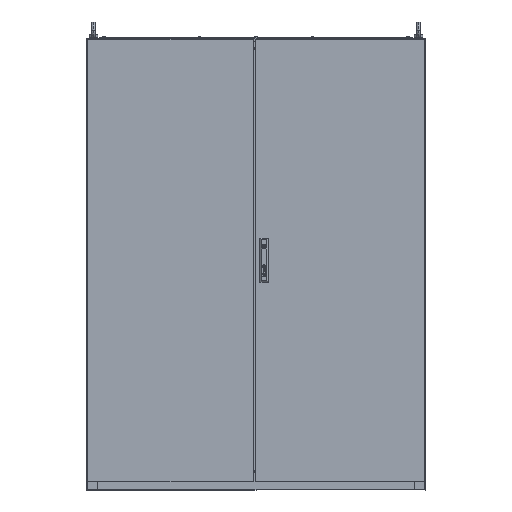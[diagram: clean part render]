
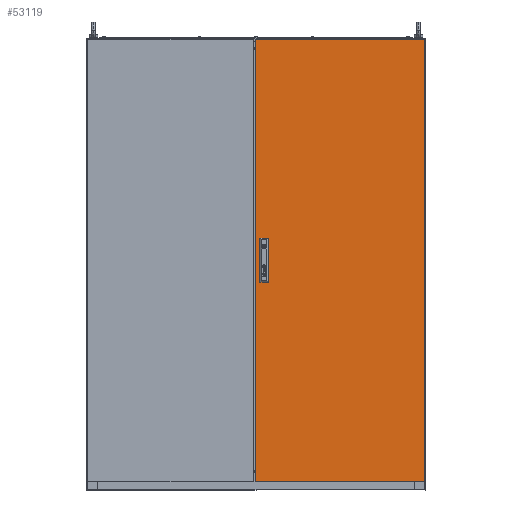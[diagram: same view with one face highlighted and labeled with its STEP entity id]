
A CAD part, top view. The second image highlights one B-rep face of the part: STEP entity #53119.
In plain terms, the highlighted planar face has unit normal (0, 0, 1).
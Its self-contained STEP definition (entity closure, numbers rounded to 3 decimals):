
#6522 = EDGE_CURVE ( 'NONE', #122099, #157015, #81415, .T. ) ;
#9305 = CARTESIAN_POINT ( 'NONE',  ( -3., 797., 0. ) ) ;
#12969 = CARTESIAN_POINT ( 'NONE',  ( -3., 797., 0. ) ) ;
#14182 = ORIENTED_EDGE ( 'NONE', *, *, #175478, .F. ) ;
#16376 = LINE ( 'NONE', #185232, #56984 ) ;
#18309 = DIRECTION ( 'NONE',  ( 0., 1., 0. ) ) ;
#19392 = CARTESIAN_POINT ( 'NONE',  ( 16.5, -61.5, 0. ) ) ;
#23779 = LINE ( 'NONE', #65997, #27576 ) ;
#23784 = VECTOR ( 'NONE', #18309, 1000. ) ;
#25426 = VERTEX_POINT ( 'NONE', #91559 ) ;
#25978 = DIRECTION ( 'NONE',  ( -1., 0., 0. ) ) ;
#27576 = VECTOR ( 'NONE', #50953, 1000. ) ;
#29712 = CARTESIAN_POINT ( 'NONE',  ( 41.5, 88.5, 0. ) ) ;
#36677 = DIRECTION ( 'NONE',  ( 0., -1., 0. ) ) ;
#38811 = CARTESIAN_POINT ( 'NONE',  ( 41.5, -61.5, 0. ) ) ;
#39210 = LINE ( 'NONE', #156950, #45316 ) ;
#41208 = ORIENTED_EDGE ( 'NONE', *, *, #127648, .F. ) ;
#43192 = ORIENTED_EDGE ( 'NONE', *, *, #110042, .F. ) ;
#43227 = EDGE_LOOP ( 'NONE', ( #54306, #14182, #170043, #146976 ) ) ;
#44086 = CARTESIAN_POINT ( 'NONE',  ( 0., 0., 0. ) ) ;
#44945 = DIRECTION ( 'NONE',  ( 1., 0., 0. ) ) ;
#45316 = VECTOR ( 'NONE', #173982, 1000. ) ;
#45449 = VERTEX_POINT ( 'NONE', #152788 ) ;
#45903 = ORIENTED_EDGE ( 'NONE', *, *, #108631, .T. ) ;
#50953 = DIRECTION ( 'NONE',  ( 0., 1., 0. ) ) ;
#53119 = ADVANCED_FACE ( 'NONE', ( #152658, #76247, #59165 ), #181849, .T. ) ;
#54188 = CARTESIAN_POINT ( 'NONE',  ( 597., 797., 0. ) ) ;
#54306 = ORIENTED_EDGE ( 'NONE', *, *, #6522, .F. ) ;
#56984 = VECTOR ( 'NONE', #78608, 1000. ) ;
#58375 = LINE ( 'NONE', #102640, #177114 ) ;
#59165 = FACE_OUTER_BOUND ( 'NONE', #106563, .T. ) ;
#63132 = CARTESIAN_POINT ( 'NONE',  ( 597., -770., 0. ) ) ;
#65997 = CARTESIAN_POINT ( 'NONE',  ( 597., 797., 0. ) ) ;
#69062 = ORIENTED_EDGE ( 'NONE', *, *, #116432, .T. ) ;
#70441 = DIRECTION ( 'NONE',  ( 0., -1., 0. ) ) ;
#72504 = CARTESIAN_POINT ( 'NONE',  ( 41.5, -11.5, 0. ) ) ;
#73416 = CARTESIAN_POINT ( 'NONE',  ( 41.5, 88.5, 0. ) ) ;
#73482 = DIRECTION ( 'NONE',  ( -1., 0., 0. ) ) ;
#73842 = CARTESIAN_POINT ( 'NONE',  ( 41.5, 38.5, 0. ) ) ;
#74510 = LINE ( 'NONE', #72504, #114820 ) ;
#75744 = CARTESIAN_POINT ( 'NONE',  ( 16.5, 88.5, 0. ) ) ;
#76247 = FACE_BOUND ( 'NONE', #88169, .T. ) ;
#78608 = DIRECTION ( 'NONE',  ( 1., 0., 0. ) ) ;
#81415 = LINE ( 'NONE', #96478, #106885 ) ;
#88169 = EDGE_LOOP ( 'NONE', ( #41208, #43192, #143113, #109410 ) ) ;
#88462 = VECTOR ( 'NONE', #44945, 1000. ) ;
#90227 = AXIS2_PLACEMENT_3D ( 'NONE', #44086, #105417, #136560 ) ;
#91528 = VECTOR ( 'NONE', #36677, 1000. ) ;
#91559 = CARTESIAN_POINT ( 'NONE',  ( 41.5, 38.5, 0. ) ) ;
#91892 = EDGE_CURVE ( 'NONE', #190874, #170300, #167410, .T. ) ;
#96478 = CARTESIAN_POINT ( 'NONE',  ( 16.5, 38.5, 0. ) ) ;
#102640 = CARTESIAN_POINT ( 'NONE',  ( -3., 797., 0. ) ) ;
#103580 = VERTEX_POINT ( 'NONE', #9305 ) ;
#104617 = DIRECTION ( 'NONE',  ( -1., 0., 0. ) ) ;
#105417 = DIRECTION ( 'NONE',  ( 0., 0., 1. ) ) ;
#106563 = EDGE_LOOP ( 'NONE', ( #69062, #45903, #177887, #168118 ) ) ;
#106885 = VECTOR ( 'NONE', #157829, 1000. ) ;
#107183 = EDGE_CURVE ( 'NONE', #157015, #25426, #198802, .T. ) ;
#108631 = EDGE_CURVE ( 'NONE', #45449, #110380, #16376, .T. ) ;
#109410 = ORIENTED_EDGE ( 'NONE', *, *, #91892, .F. ) ;
#109947 = VECTOR ( 'NONE', #104617, 1000. ) ;
#110042 = EDGE_CURVE ( 'NONE', #131964, #161681, #74510, .T. ) ;
#110380 = VERTEX_POINT ( 'NONE', #63132 ) ;
#114552 = EDGE_CURVE ( 'NONE', #25426, #166092, #195585, .T. ) ;
#114820 = VECTOR ( 'NONE', #73482, 1000. ) ;
#116432 = EDGE_CURVE ( 'NONE', #103580, #45449, #58375, .T. ) ;
#117846 = VERTEX_POINT ( 'NONE', #54188 ) ;
#122099 = VERTEX_POINT ( 'NONE', #75744 ) ;
#125266 = VECTOR ( 'NONE', #195622, 1000. ) ;
#127648 = EDGE_CURVE ( 'NONE', #161681, #190874, #159352, .T. ) ;
#129167 = CARTESIAN_POINT ( 'NONE',  ( 16.5, -61.5, 0. ) ) ;
#131964 = VERTEX_POINT ( 'NONE', #154676 ) ;
#134133 = EDGE_CURVE ( 'NONE', #170300, #131964, #39210, .T. ) ;
#136560 = DIRECTION ( 'NONE',  ( 1., 0., 0. ) ) ;
#143113 = ORIENTED_EDGE ( 'NONE', *, *, #134133, .F. ) ;
#146168 = CARTESIAN_POINT ( 'NONE',  ( 16.5, 38.5, 0. ) ) ;
#146976 = ORIENTED_EDGE ( 'NONE', *, *, #107183, .F. ) ;
#152069 = VECTOR ( 'NONE', #25978, 1000. ) ;
#152658 = FACE_BOUND ( 'NONE', #43227, .T. ) ;
#152788 = CARTESIAN_POINT ( 'NONE',  ( -3., -770., 0. ) ) ;
#154676 = CARTESIAN_POINT ( 'NONE',  ( 41.5, -11.5, 0. ) ) ;
#156491 = CARTESIAN_POINT ( 'NONE',  ( 41.5, 38.5, 0. ) ) ;
#156950 = CARTESIAN_POINT ( 'NONE',  ( 41.5, -61.5, 0. ) ) ;
#157015 = VERTEX_POINT ( 'NONE', #146168 ) ;
#157829 = DIRECTION ( 'NONE',  ( 0., -1., 0. ) ) ;
#159352 = LINE ( 'NONE', #129167, #91528 ) ;
#160457 = EDGE_CURVE ( 'NONE', #110380, #117846, #23779, .T. ) ;
#161681 = VERTEX_POINT ( 'NONE', #198127 ) ;
#165684 = LINE ( 'NONE', #12969, #152069 ) ;
#166092 = VERTEX_POINT ( 'NONE', #29712 ) ;
#167410 = LINE ( 'NONE', #179523, #125266 ) ;
#167935 = LINE ( 'NONE', #73416, #109947 ) ;
#168118 = ORIENTED_EDGE ( 'NONE', *, *, #187454, .T. ) ;
#170043 = ORIENTED_EDGE ( 'NONE', *, *, #114552, .F. ) ;
#170300 = VERTEX_POINT ( 'NONE', #38811 ) ;
#173982 = DIRECTION ( 'NONE',  ( 0., 1., 0. ) ) ;
#175478 = EDGE_CURVE ( 'NONE', #166092, #122099, #167935, .T. ) ;
#177114 = VECTOR ( 'NONE', #70441, 1000. ) ;
#177887 = ORIENTED_EDGE ( 'NONE', *, *, #160457, .T. ) ;
#179523 = CARTESIAN_POINT ( 'NONE',  ( 41.5, -61.5, 0. ) ) ;
#181849 = PLANE ( 'NONE',  #90227 ) ;
#185232 = CARTESIAN_POINT ( 'NONE',  ( -3., -770., 0. ) ) ;
#187454 = EDGE_CURVE ( 'NONE', #117846, #103580, #165684, .T. ) ;
#190874 = VERTEX_POINT ( 'NONE', #19392 ) ;
#195585 = LINE ( 'NONE', #73842, #23784 ) ;
#195622 = DIRECTION ( 'NONE',  ( 1., 0., 0. ) ) ;
#198127 = CARTESIAN_POINT ( 'NONE',  ( 16.5, -11.5, 0. ) ) ;
#198802 = LINE ( 'NONE', #156491, #88462 ) ;
